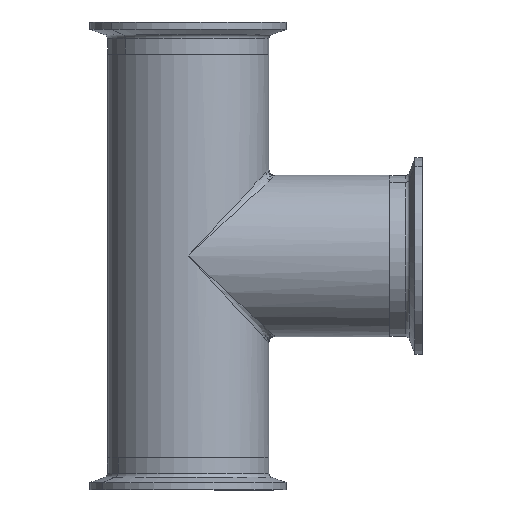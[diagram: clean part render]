
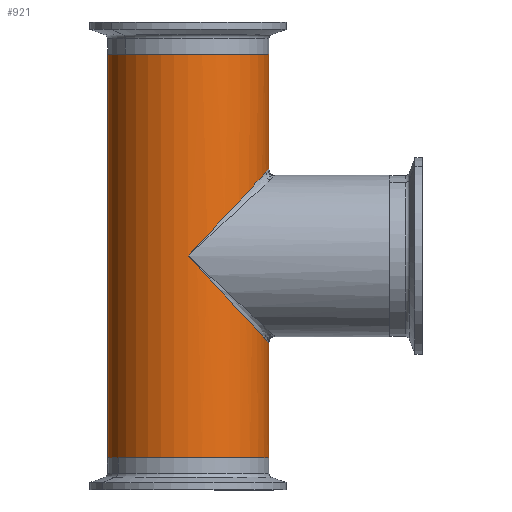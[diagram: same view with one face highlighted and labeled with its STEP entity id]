
A CAD part, front view. The second image highlights one B-rep face of the part: STEP entity #921.
In plain terms, the highlighted cylindrical face has radius 31.75 mm (diameter 63.5 mm), a partial arc.
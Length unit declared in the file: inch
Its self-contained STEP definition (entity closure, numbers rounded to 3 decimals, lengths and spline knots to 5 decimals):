
#13 = ORIENTED_EDGE ( 'NONE', *, *, #39, .T. ) ;
#34 = CARTESIAN_POINT ( 'NONE',  ( 0., 0., -3.12598 ) ) ;
#39 = EDGE_CURVE ( 'NONE', #1044, #1341, #513, .T. ) ;
#60 = AXIS2_PLACEMENT_3D ( 'NONE', #34, #1480, #1585 ) ;
#156 = LINE ( 'NONE', #1216, #895 ) ;
#165 = DIRECTION ( 'NONE',  ( 0., 0., -1. ) ) ;
#299 = ORIENTED_EDGE ( 'NONE', *, *, #1048, .T. ) ;
#303 = CIRCLE ( 'NONE', #60, 1.25 ) ;
#304 = ORIENTED_EDGE ( 'NONE', *, *, #994, .T. ) ;
#330 = VERTEX_POINT ( 'NONE', #423 ) ;
#387 = ORIENTED_EDGE ( 'NONE', *, *, #911, .F. ) ;
#409 = ORIENTED_EDGE ( 'NONE', *, *, #749, .F. ) ;
#423 = CARTESIAN_POINT ( 'NONE',  ( -1.25, 0., -3.12598 ) ) ;
#428 = CARTESIAN_POINT ( 'NONE',  ( 0., 0., 3.12598 ) ) ;
#429 = VERTEX_POINT ( 'NONE', #1220 ) ;
#433 = CARTESIAN_POINT ( 'NONE',  ( 1.25, -0.73223, -1.34843 ) ) ;
#465 = VERTEX_POINT ( 'NONE', #1164 ) ;
#495 = VERTEX_POINT ( 'NONE', #659 ) ;
#513 =( BOUNDED_CURVE ( )  B_SPLINE_CURVE ( 3, ( #1331, #433, #1621, #831 ),
 .UNSPECIFIED., .F., .F. ) 
 B_SPLINE_CURVE_WITH_KNOTS ( ( 4, 4 ),
 ( 3.14159, 4.71239 ),
 .UNSPECIFIED. ) 
 CURVE ( )  GEOMETRIC_REPRESENTATION_ITEM ( )  RATIONAL_B_SPLINE_CURVE ( ( 1., 0.805, 0.805, 1. ) ) 
 REPRESENTATION_ITEM ( '' )  );
#518 = CARTESIAN_POINT ( 'NONE',  ( 0., -1.25, 0. ) ) ;
#550 = DIRECTION ( 'NONE',  ( 0., 0., -1. ) ) ;
#659 = CARTESIAN_POINT ( 'NONE',  ( 1.25, 0., -3.12598 ) ) ;
#675 = CARTESIAN_POINT ( 'NONE',  ( 1.25, -0.73223, 1.34843 ) ) ;
#713 = CYLINDRICAL_SURFACE ( 'NONE', #1509, 1.25 ) ;
#749 = EDGE_CURVE ( 'NONE', #1333, #465, #752, .T. ) ;
#752 = LINE ( 'NONE', #1070, #1008 ) ;
#809 = DIRECTION ( 'NONE',  ( 0., 0., -1. ) ) ;
#831 = CARTESIAN_POINT ( 'NONE',  ( 0., -1.25, 0. ) ) ;
#832 = CIRCLE ( 'NONE', #1031, 1.25 ) ;
#895 = VECTOR ( 'NONE', #550, 39.37008 ) ;
#910 = ORIENTED_EDGE ( 'NONE', *, *, #1163, .T. ) ;
#911 = EDGE_CURVE ( 'NONE', #1044, #495, #1676, .T. ) ;
#912 = CARTESIAN_POINT ( 'NONE',  ( 0., 0., 3.12598 ) ) ;
#921 = ADVANCED_FACE ( 'NONE', ( #972 ), #713, .T. ) ;
#922 = CARTESIAN_POINT ( 'NONE',  ( 0., -1.25, 0. ) ) ;
#959 = CARTESIAN_POINT ( 'NONE',  ( 1.25, 0., -1.34843 ) ) ;
#972 = FACE_OUTER_BOUND ( 'NONE', #1497, .T. ) ;
#994 = EDGE_CURVE ( 'NONE', #1341, #465, #1236, .T. ) ;
#1008 = VECTOR ( 'NONE', #1055, 39.37008 ) ;
#1031 = AXIS2_PLACEMENT_3D ( 'NONE', #912, #1276, #1438 ) ;
#1044 = VERTEX_POINT ( 'NONE', #959 ) ;
#1048 = EDGE_CURVE ( 'NONE', #429, #330, #156, .T. ) ;
#1055 = DIRECTION ( 'NONE',  ( 0., 0., -1. ) ) ;
#1070 = CARTESIAN_POINT ( 'NONE',  ( 1.25, 0., 3.12598 ) ) ;
#1163 = EDGE_CURVE ( 'NONE', #330, #495, #303, .T. ) ;
#1164 = CARTESIAN_POINT ( 'NONE',  ( 1.25, 0., 1.34843 ) ) ;
#1181 = CARTESIAN_POINT ( 'NONE',  ( 1.25, 0., 3.12598 ) ) ;
#1196 = DIRECTION ( 'NONE',  ( -1., 0., 0. ) ) ;
#1216 = CARTESIAN_POINT ( 'NONE',  ( -1.25, 0., 3.12598 ) ) ;
#1220 = CARTESIAN_POINT ( 'NONE',  ( -1.25, 0., 3.12598 ) ) ;
#1236 =( BOUNDED_CURVE ( )  B_SPLINE_CURVE ( 3, ( #922, #1334, #675, #1592 ),
 .UNSPECIFIED., .F., .F. ) 
 B_SPLINE_CURVE_WITH_KNOTS ( ( 4, 4 ),
 ( 1.5708, 3.14159 ),
 .UNSPECIFIED. ) 
 CURVE ( )  GEOMETRIC_REPRESENTATION_ITEM ( )  RATIONAL_B_SPLINE_CURVE ( ( 1., 0.805, 0.805, 1. ) ) 
 REPRESENTATION_ITEM ( '' )  );
#1276 = DIRECTION ( 'NONE',  ( 0., 0., 1. ) ) ;
#1283 = CARTESIAN_POINT ( 'NONE',  ( 1.25, 0., 3.12598 ) ) ;
#1297 = EDGE_CURVE ( 'NONE', #429, #1333, #832, .T. ) ;
#1319 = VECTOR ( 'NONE', #165, 39.37008 ) ;
#1331 = CARTESIAN_POINT ( 'NONE',  ( 1.25, 0., -1.34843 ) ) ;
#1333 = VERTEX_POINT ( 'NONE', #1283 ) ;
#1334 = CARTESIAN_POINT ( 'NONE',  ( 0.73223, -1.25, 0.78989 ) ) ;
#1341 = VERTEX_POINT ( 'NONE', #518 ) ;
#1438 = DIRECTION ( 'NONE',  ( 1., 0., 0. ) ) ;
#1445 = ORIENTED_EDGE ( 'NONE', *, *, #1297, .F. ) ;
#1480 = DIRECTION ( 'NONE',  ( 0., 0., 1. ) ) ;
#1497 = EDGE_LOOP ( 'NONE', ( #409, #1445, #299, #910, #387, #13, #304 ) ) ;
#1509 = AXIS2_PLACEMENT_3D ( 'NONE', #428, #809, #1196 ) ;
#1585 = DIRECTION ( 'NONE',  ( 1., 0., 0. ) ) ;
#1592 = CARTESIAN_POINT ( 'NONE',  ( 1.25, 0., 1.34843 ) ) ;
#1621 = CARTESIAN_POINT ( 'NONE',  ( 0.73223, -1.25, -0.78989 ) ) ;
#1676 = LINE ( 'NONE', #1181, #1319 ) ;
